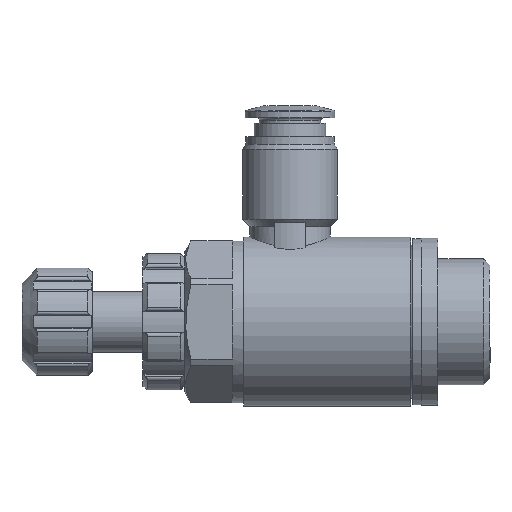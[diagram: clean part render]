
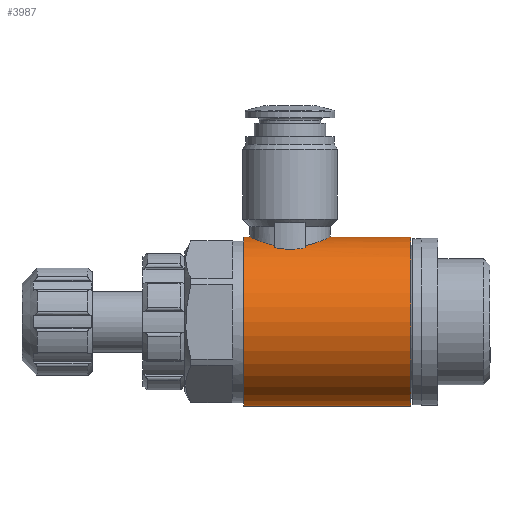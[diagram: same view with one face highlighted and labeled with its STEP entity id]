
A CAD part, left-side view. The second image highlights one B-rep face of the part: STEP entity #3987.
In plain terms, the highlighted cylindrical face has radius 11.2 mm (diameter 22.4 mm), a full revolution.
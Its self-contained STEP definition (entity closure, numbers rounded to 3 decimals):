
#386=B_SPLINE_CURVE_WITH_KNOTS('',3,(#5290,#5291,#5292,#5293,#5294,#5295,
#5296),.UNSPECIFIED.,.F.,.F.,(4,1,1,1,4),(0.002,0.005,
0.008,0.012,0.015),
 .UNSPECIFIED.);
#387=B_SPLINE_CURVE_WITH_KNOTS('',3,(#5301,#5302,#5303,#5304,#5305),
 .UNSPECIFIED.,.F.,.F.,(4,1,4),(0.,0.002,0.004),
 .UNSPECIFIED.);
#388=B_SPLINE_CURVE_WITH_KNOTS('',3,(#5309,#5310,#5311,#5312,#5313,#5314,
#5315),.UNSPECIFIED.,.F.,.F.,(4,1,1,1,4),(0.019,0.022,
0.025,0.028,0.032),.UNSPECIFIED.);
#389=B_SPLINE_CURVE_WITH_KNOTS('',3,(#5319,#5320,#5321,#5322,#5323),
 .UNSPECIFIED.,.F.,.F.,(4,1,4),(0.,0.002,0.004),
 .UNSPECIFIED.);
#530=ORIENTED_EDGE('',*,*,#1368,.F.);
#531=ORIENTED_EDGE('',*,*,#1369,.T.);
#532=ORIENTED_EDGE('',*,*,#1370,.F.);
#533=ORIENTED_EDGE('',*,*,#1371,.F.);
#534=ORIENTED_EDGE('',*,*,#1372,.F.);
#535=ORIENTED_EDGE('',*,*,#1373,.F.);
#536=ORIENTED_EDGE('',*,*,#1374,.F.);
#537=ORIENTED_EDGE('',*,*,#1375,.F.);
#538=ORIENTED_EDGE('',*,*,#1376,.F.);
#539=ORIENTED_EDGE('',*,*,#1377,.F.);
#1368=EDGE_CURVE('',#1787,#1787,#2067,.T.);
#1369=EDGE_CURVE('',#1788,#1788,#2068,.T.);
#1370=EDGE_CURVE('',#1789,#1790,#386,.T.);
#1371=EDGE_CURVE('',#1791,#1789,#2069,.T.);
#1372=EDGE_CURVE('',#1792,#1791,#387,.T.);
#1373=EDGE_CURVE('',#1793,#1792,#2070,.T.);
#1374=EDGE_CURVE('',#1794,#1793,#388,.T.);
#1375=EDGE_CURVE('',#1795,#1794,#2071,.T.);
#1376=EDGE_CURVE('',#1796,#1795,#389,.T.);
#1377=EDGE_CURVE('',#1790,#1796,#2072,.T.);
#1787=VERTEX_POINT('',#5287);
#1788=VERTEX_POINT('',#5289);
#1789=VERTEX_POINT('',#5297);
#1790=VERTEX_POINT('',#5298);
#1791=VERTEX_POINT('',#5300);
#1792=VERTEX_POINT('',#5306);
#1793=VERTEX_POINT('',#5308);
#1794=VERTEX_POINT('',#5316);
#1795=VERTEX_POINT('',#5318);
#1796=VERTEX_POINT('',#5324);
#2067=CIRCLE('',#4173,11.2);
#2068=CIRCLE('',#4174,11.2);
#2069=CIRCLE('',#4175,11.2);
#2070=CIRCLE('',#4176,11.2);
#2071=CIRCLE('',#4177,11.2);
#2072=CIRCLE('',#4178,11.2);
#2210=EDGE_LOOP('',(#530));
#2211=EDGE_LOOP('',(#531));
#2212=EDGE_LOOP('',(#532,#533,#534,#535,#536,#537,#538,#539));
#2430=FACE_BOUND('',#2210,.T.);
#2431=FACE_BOUND('',#2211,.T.);
#2432=FACE_BOUND('',#2212,.T.);
#2649=CYLINDRICAL_SURFACE('',#4172,11.2);
#3987=ADVANCED_FACE('',(#2430,#2431,#2432),#2649,.T.);
#4172=AXIS2_PLACEMENT_3D('',#5285,#4497,#4498);
#4173=AXIS2_PLACEMENT_3D('',#5286,#4499,#4500);
#4174=AXIS2_PLACEMENT_3D('',#5288,#4501,#4502);
#4175=AXIS2_PLACEMENT_3D('',#5299,#4503,#4504);
#4176=AXIS2_PLACEMENT_3D('',#5307,#4505,#4506);
#4177=AXIS2_PLACEMENT_3D('',#5317,#4507,#4508);
#4178=AXIS2_PLACEMENT_3D('',#5325,#4509,#4510);
#4497=DIRECTION('',(0.,-1.,0.));
#4498=DIRECTION('',(0.,0.,-1.));
#4499=DIRECTION('',(0.,-1.,0.));
#4500=DIRECTION('',(0.,0.,-1.));
#4501=DIRECTION('',(0.,-1.,0.));
#4502=DIRECTION('',(0.,0.,-1.));
#4503=DIRECTION('',(0.,1.,0.));
#4504=DIRECTION('',(0.,0.,1.));
#4505=DIRECTION('',(0.,-1.,0.));
#4506=DIRECTION('',(0.,0.,-1.));
#4507=DIRECTION('',(0.,-1.,0.));
#4508=DIRECTION('',(0.,0.,-1.));
#4509=DIRECTION('',(0.,1.,0.));
#4510=DIRECTION('',(0.,0.,1.));
#5285=CARTESIAN_POINT('',(0.,-6.9,0.));
#5286=CARTESIAN_POINT('',(0.,3.6,0.));
#5287=CARTESIAN_POINT('',(0.,3.6,-11.2));
#5288=CARTESIAN_POINT('',(0.,25.7,0.));
#5289=CARTESIAN_POINT('',(0.,25.7,-11.2));
#5290=CARTESIAN_POINT('',(-4.908,17.55,10.067));
#5291=CARTESIAN_POINT('',(-4.513,16.579,10.26));
#5292=CARTESIAN_POINT('',(-3.168,14.916,10.864));
#5293=CARTESIAN_POINT('',(-0.009,13.918,11.368));
#5294=CARTESIAN_POINT('',(3.172,14.913,10.865));
#5295=CARTESIAN_POINT('',(4.515,16.586,10.259));
#5296=CARTESIAN_POINT('',(4.908,17.55,10.067));
#5297=CARTESIAN_POINT('',(-4.908,17.55,10.067));
#5298=CARTESIAN_POINT('',(4.908,17.55,10.067));
#5299=CARTESIAN_POINT('',(0.,17.55,0.));
#5300=CARTESIAN_POINT('',(-5.444,17.55,9.788));
#5301=CARTESIAN_POINT('',(-5.444,21.55,9.788));
#5302=CARTESIAN_POINT('',(-5.678,20.914,9.658));
#5303=CARTESIAN_POINT('',(-5.922,19.551,9.505));
#5304=CARTESIAN_POINT('',(-5.678,18.187,9.658));
#5305=CARTESIAN_POINT('',(-5.444,17.55,9.788));
#5306=CARTESIAN_POINT('',(-5.444,21.55,9.788));
#5307=CARTESIAN_POINT('',(0.,21.55,0.));
#5308=CARTESIAN_POINT('',(-4.908,21.55,10.067));
#5309=CARTESIAN_POINT('',(4.908,21.55,10.067));
#5310=CARTESIAN_POINT('',(4.511,22.525,10.261));
#5311=CARTESIAN_POINT('',(3.172,24.18,10.863));
#5312=CARTESIAN_POINT('',(0.005,25.184,11.368));
#5313=CARTESIAN_POINT('',(-3.172,24.184,10.864));
#5314=CARTESIAN_POINT('',(-4.513,22.519,10.26));
#5315=CARTESIAN_POINT('',(-4.908,21.55,10.067));
#5316=CARTESIAN_POINT('',(4.908,21.55,10.067));
#5317=CARTESIAN_POINT('',(0.,21.55,0.));
#5318=CARTESIAN_POINT('',(5.444,21.55,9.788));
#5319=CARTESIAN_POINT('',(5.444,17.55,9.788));
#5320=CARTESIAN_POINT('',(5.678,18.186,9.658));
#5321=CARTESIAN_POINT('',(5.922,19.549,9.505));
#5322=CARTESIAN_POINT('',(5.678,20.913,9.658));
#5323=CARTESIAN_POINT('',(5.444,21.55,9.788));
#5324=CARTESIAN_POINT('',(5.444,17.55,9.788));
#5325=CARTESIAN_POINT('',(0.,17.55,0.));
